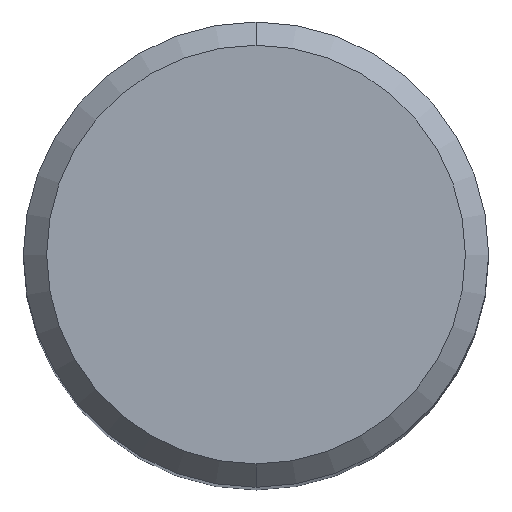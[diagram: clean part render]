
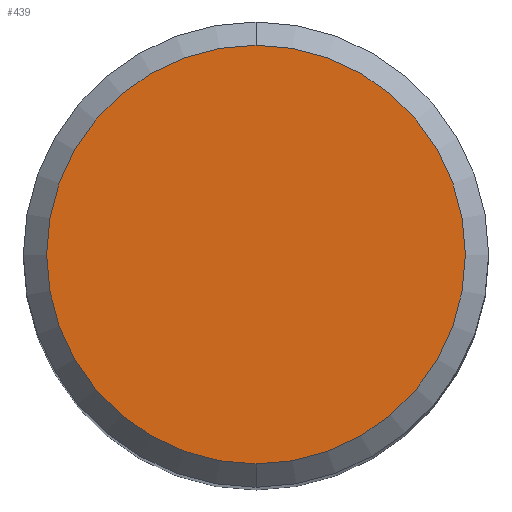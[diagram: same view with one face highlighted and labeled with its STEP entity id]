
A CAD part, top view. The second image highlights one B-rep face of the part: STEP entity #439.
In plain terms, the highlighted planar face has unit normal (0, 0, 1).
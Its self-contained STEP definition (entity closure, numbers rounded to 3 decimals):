
#273=VERTEX_POINT('',#573);
#317=EDGE_CURVE('',#273,#337,#623,.T.);
#337=VERTEX_POINT('',#643);
#375=EDGE_CURVE('',#337,#273,#686,.T.);
#439=ADVANCED_FACE('',(#757),#758,.T.);
#573=CARTESIAN_POINT('',(0.,-3.6,0.));
#623=CIRCLE('',#1098,3.6);
#643=CARTESIAN_POINT('',(0.0,3.6,0.));
#686=CIRCLE('',#1224,3.6);
#757=FACE_OUTER_BOUND('',#1388,.T.);
#758=PLANE('',#1389);
#1098=AXIS2_PLACEMENT_3D('',#1565,#1566,#1567);
#1224=AXIS2_PLACEMENT_3D('',#1631,#1632,#1633);
#1388=EDGE_LOOP('',(#1722,#1723));
#1389=AXIS2_PLACEMENT_3D('',#1724,#1725,#1726);
#1565=CARTESIAN_POINT('',(0.0,0.0,0.));
#1566=DIRECTION('',(0.0,0.0,-1.0));
#1567=DIRECTION('',(0.0,1.0,0.0));
#1631=CARTESIAN_POINT('',(0.0,0.0,0.));
#1632=DIRECTION('',(0.0,0.0,-1.0));
#1633=DIRECTION('',(0.0,1.0,0.0));
#1722=ORIENTED_EDGE('',*,*,#375,.F.);
#1723=ORIENTED_EDGE('',*,*,#317,.F.);
#1724=CARTESIAN_POINT('',(0.0,1.8,0.));
#1725=DIRECTION('',(-0.0,0.0,1.0));
#1726=DIRECTION('',(0.0,-1.0,0.0));
